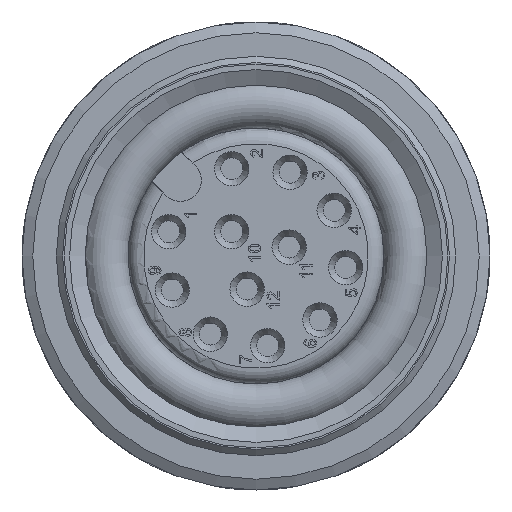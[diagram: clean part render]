
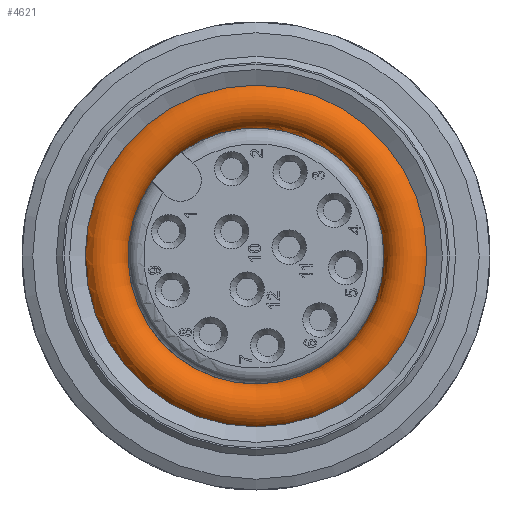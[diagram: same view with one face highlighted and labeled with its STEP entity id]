
A CAD part, left-side view. The second image highlights one B-rep face of the part: STEP entity #4621.
In plain terms, the highlighted toroidal (fillet/blend) face has major radius 4.845 mm and minor radius 0.75 mm.
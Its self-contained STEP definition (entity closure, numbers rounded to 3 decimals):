
#387=TOROIDAL_SURFACE('',#14349,4.845,0.75);
#859=B_SPLINE_CURVE_WITH_KNOTS('',3,(#20203,#20204,#20205,#20206,#20207,
#20208),.UNSPECIFIED.,.F.,.F.,(4,2,4),(0.,0.444,1.),
 .UNSPECIFIED.);
#861=B_SPLINE_CURVE_WITH_KNOTS('',3,(#20234,#20235,#20236,#20237,#20238,
#20239),.UNSPECIFIED.,.F.,.F.,(4,2,4),(0.,0.41,1.),
 .UNSPECIFIED.);
#4621=ADVANCED_FACE('',(#5456,#5457,#5458),#387,.T.);
#5456=FACE_BOUND('',#5897,.T.);
#5457=FACE_BOUND('',#5898,.T.);
#5458=FACE_BOUND('',#5899,.T.);
#5897=EDGE_LOOP('',(#7547,#7548,#7549,#7550));
#5898=EDGE_LOOP('',(#7551));
#5899=EDGE_LOOP('',(#7552));
#7547=ORIENTED_EDGE('',*,*,#12335,.F.);
#7548=ORIENTED_EDGE('',*,*,#12333,.T.);
#7549=ORIENTED_EDGE('',*,*,#12330,.F.);
#7550=ORIENTED_EDGE('',*,*,#12327,.T.);
#7551=ORIENTED_EDGE('',*,*,#12322,.F.);
#7552=ORIENTED_EDGE('',*,*,#12336,.T.);
#10869=VERTEX_POINT('',#20178);
#10871=VERTEX_POINT('',#20182);
#10873=VERTEX_POINT('',#20202);
#10874=VERTEX_POINT('',#20211);
#10877=VERTEX_POINT('',#20240);
#10878=VERTEX_POINT('',#20246);
#12322=EDGE_CURVE('',#10869,#10869,#13960,.T.);
#12327=EDGE_CURVE('',#10871,#10873,#859,.T.);
#12330=EDGE_CURVE('',#10871,#10874,#13962,.T.);
#12333=EDGE_CURVE('',#10877,#10874,#861,.T.);
#12335=EDGE_CURVE('',#10877,#10873,#13963,.T.);
#12336=EDGE_CURVE('',#10878,#10878,#13964,.T.);
#13960=CIRCLE('',#14339,4.723);
#13962=CIRCLE('',#14343,4.1);
#13963=CIRCLE('',#14346,4.1);
#13964=CIRCLE('',#14348,5.475);
#14339=AXIS2_PLACEMENT_3D('',#20177,#15410,#15411);
#14343=AXIS2_PLACEMENT_3D('',#20214,#15422,#15423);
#14346=AXIS2_PLACEMENT_3D('',#20243,#15430,#15431);
#14348=AXIS2_PLACEMENT_3D('',#20245,#15434,#15435);
#14349=AXIS2_PLACEMENT_3D('',#20247,#15436,#15437);
#15410=DIRECTION('',(-1.,0.,0.));
#15411=DIRECTION('',(0.,0.,-1.));
#15422=DIRECTION('',(-1.,0.,0.));
#15423=DIRECTION('',(0.,0.,-1.));
#15430=DIRECTION('',(1.,0.,0.));
#15431=DIRECTION('',(0.,0.,1.));
#15434=DIRECTION('',(-1.,0.,0.));
#15435=DIRECTION('',(0.,0.,-1.));
#15436=DIRECTION('',(1.,0.,0.));
#15437=DIRECTION('',(0.,0.,1.));
#20177=CARTESIAN_POINT('',(38.951,0.,0.));
#20178=CARTESIAN_POINT('',(38.951,0.,-4.723));
#20182=CARTESIAN_POINT('',(38.125,3.337,2.382));
#20202=CARTESIAN_POINT('',(38.297,3.337,2.382));
#20203=CARTESIAN_POINT('',(38.125,3.337,2.382));
#20204=CARTESIAN_POINT('',(38.15,3.335,2.38));
#20205=CARTESIAN_POINT('',(38.176,3.334,2.379));
#20206=CARTESIAN_POINT('',(38.233,3.333,2.378));
#20207=CARTESIAN_POINT('',(38.266,3.334,2.38));
#20208=CARTESIAN_POINT('',(38.297,3.337,2.382));
#20211=CARTESIAN_POINT('',(38.125,2.382,3.337));
#20214=CARTESIAN_POINT('',(38.125,0.,0.));
#20234=CARTESIAN_POINT('',(38.297,2.382,3.337));
#20235=CARTESIAN_POINT('',(38.274,2.38,3.335));
#20236=CARTESIAN_POINT('',(38.25,2.379,3.334));
#20237=CARTESIAN_POINT('',(38.192,2.378,3.333));
#20238=CARTESIAN_POINT('',(38.158,2.379,3.334));
#20239=CARTESIAN_POINT('',(38.125,2.382,3.337));
#20240=CARTESIAN_POINT('',(38.297,2.382,3.337));
#20243=CARTESIAN_POINT('',(38.297,0.,0.));
#20245=CARTESIAN_POINT('',(37.804,0.,0.));
#20246=CARTESIAN_POINT('',(37.804,0.,-5.475));
#20247=CARTESIAN_POINT('',(38.211,0.,0.));
